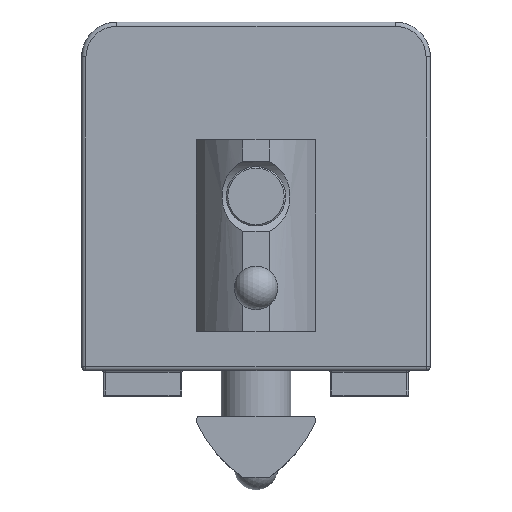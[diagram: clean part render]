
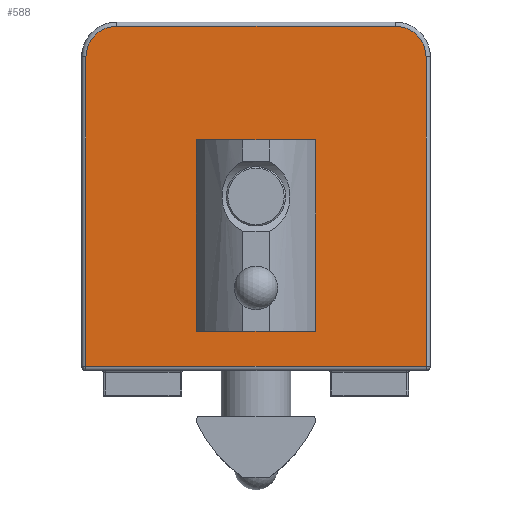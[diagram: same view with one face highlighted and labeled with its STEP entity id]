
A CAD part, front view. The second image highlights one B-rep face of the part: STEP entity #588.
In plain terms, the highlighted planar face has unit normal (0, -1, 0).
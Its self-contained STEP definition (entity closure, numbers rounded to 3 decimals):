
#8 = DIRECTION ( 'NONE',  ( -1., 0., 0. ) ) ;
#41 = FACE_OUTER_BOUND ( 'NONE', #1987, .T. ) ;
#86 = FACE_BOUND ( 'NONE', #3557, .T. ) ;
#123 = EDGE_CURVE ( 'NONE', #1258, #2795, #517, .T. ) ;
#130 = CARTESIAN_POINT ( 'NONE',  ( -36., 0., -19.5 ) ) ;
#177 = DIRECTION ( 'NONE',  ( 0., 1., 0. ) ) ;
#321 = CARTESIAN_POINT ( 'NONE',  ( 0., 0., 19.5 ) ) ;
#351 = CIRCLE ( 'NONE', #1334, 3.5 ) ;
#392 = EDGE_CURVE ( 'NONE', #2283, #3304, #351, .T. ) ;
#514 = VECTOR ( 'NONE', #1306, 1000. ) ;
#517 = LINE ( 'NONE', #2450, #514 ) ;
#526 = CIRCLE ( 'NONE', #1067, 3.5 ) ;
#588 = ADVANCED_FACE ( 'NONE', ( #41, #86 ), #3570, .F. ) ;
#723 = CARTESIAN_POINT ( 'NONE',  ( -0.5, 0., -19.5 ) ) ;
#815 = EDGE_CURVE ( 'NONE', #1725, #2283, #3498, .T. ) ;
#963 = ORIENTED_EDGE ( 'NONE', *, *, #1484, .T. ) ;
#989 = DIRECTION ( 'NONE',  ( 0., -1., 0. ) ) ;
#1005 = ORIENTED_EDGE ( 'NONE', *, *, #123, .T. ) ;
#1067 = AXIS2_PLACEMENT_3D ( 'NONE', #3390, #1600, #8 ) ;
#1108 = EDGE_CURVE ( 'NONE', #1910, #1910, #3375, .T. ) ;
#1258 = VERTEX_POINT ( 'NONE', #723 ) ;
#1266 = AXIS2_PLACEMENT_3D ( 'NONE', #1776, #177, #2072 ) ;
#1302 = DIRECTION ( 'NONE',  ( 0., 1., 0. ) ) ;
#1306 = DIRECTION ( 'NONE',  ( 0., 0., 1. ) ) ;
#1334 = AXIS2_PLACEMENT_3D ( 'NONE', #2696, #989, #3004 ) ;
#1335 = ORIENTED_EDGE ( 'NONE', *, *, #1108, .T. ) ;
#1338 = CARTESIAN_POINT ( 'NONE',  ( 0., 0., -19.5 ) ) ;
#1484 = EDGE_CURVE ( 'NONE', #2766, #1725, #526, .T. ) ;
#1600 = DIRECTION ( 'NONE',  ( 0., -1., 0. ) ) ;
#1630 = CARTESIAN_POINT ( 'NONE',  ( -39.5, 0., -16. ) ) ;
#1657 = EDGE_CURVE ( 'NONE', #2795, #2766, #2045, .T. ) ;
#1695 = CARTESIAN_POINT ( 'NONE',  ( -39.5, 0., 16. ) ) ;
#1725 = VERTEX_POINT ( 'NONE', #1695 ) ;
#1776 = CARTESIAN_POINT ( 'NONE',  ( 0., 0., 20. ) ) ;
#1777 = VECTOR ( 'NONE', #3007, 1000. ) ;
#1910 = VERTEX_POINT ( 'NONE', #3432 ) ;
#1987 = EDGE_LOOP ( 'NONE', ( #2490, #1005, #2292, #963, #2486, #2841 ) ) ;
#1994 = VECTOR ( 'NONE', #2554, 1000. ) ;
#2045 = LINE ( 'NONE', #321, #1994 ) ;
#2061 = AXIS2_PLACEMENT_3D ( 'NONE', #3046, #1302, #2922 ) ;
#2072 = DIRECTION ( 'NONE',  ( -1., 0., 0. ) ) ;
#2102 = CARTESIAN_POINT ( 'NONE',  ( -39.5, 0., 20. ) ) ;
#2128 = CARTESIAN_POINT ( 'NONE',  ( -0.5, 0., 19.5 ) ) ;
#2206 = EDGE_CURVE ( 'NONE', #3304, #1258, #2434, .T. ) ;
#2207 = DIRECTION ( 'NONE',  ( 1., 0., 0. ) ) ;
#2283 = VERTEX_POINT ( 'NONE', #1630 ) ;
#2292 = ORIENTED_EDGE ( 'NONE', *, *, #1657, .T. ) ;
#2434 = LINE ( 'NONE', #1338, #2485 ) ;
#2450 = CARTESIAN_POINT ( 'NONE',  ( -0.5, 0., 20. ) ) ;
#2485 = VECTOR ( 'NONE', #2207, 1000. ) ;
#2486 = ORIENTED_EDGE ( 'NONE', *, *, #815, .T. ) ;
#2490 = ORIENTED_EDGE ( 'NONE', *, *, #2206, .T. ) ;
#2554 = DIRECTION ( 'NONE',  ( -1., 0., 0. ) ) ;
#2696 = CARTESIAN_POINT ( 'NONE',  ( -36., 0., -16. ) ) ;
#2766 = VERTEX_POINT ( 'NONE', #3001 ) ;
#2795 = VERTEX_POINT ( 'NONE', #2128 ) ;
#2841 = ORIENTED_EDGE ( 'NONE', *, *, #392, .T. ) ;
#2922 = DIRECTION ( 'NONE',  ( 0., 0., 1. ) ) ;
#3001 = CARTESIAN_POINT ( 'NONE',  ( -36., 0., 19.5 ) ) ;
#3004 = DIRECTION ( 'NONE',  ( -1., 0., 0. ) ) ;
#3007 = DIRECTION ( 'NONE',  ( 0., 0., -1. ) ) ;
#3046 = CARTESIAN_POINT ( 'NONE',  ( -20., 0., 0. ) ) ;
#3304 = VERTEX_POINT ( 'NONE', #130 ) ;
#3375 = CIRCLE ( 'NONE', #2061, 4.5 ) ;
#3390 = CARTESIAN_POINT ( 'NONE',  ( -36., 0., 16. ) ) ;
#3432 = CARTESIAN_POINT ( 'NONE',  ( -20., 0., 4.5 ) ) ;
#3498 = LINE ( 'NONE', #2102, #1777 ) ;
#3557 = EDGE_LOOP ( 'NONE', ( #1335 ) ) ;
#3570 = PLANE ( 'NONE',  #1266 ) ;
